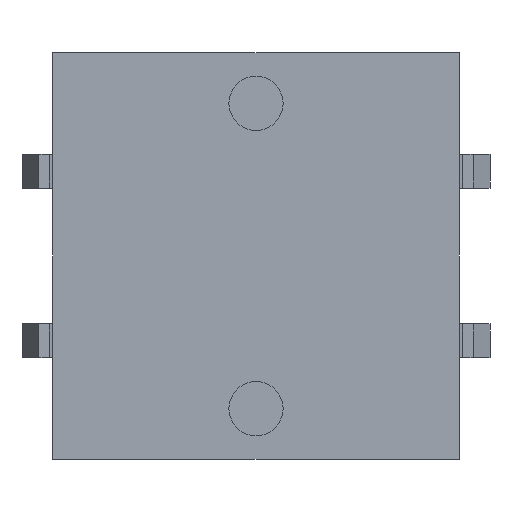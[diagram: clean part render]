
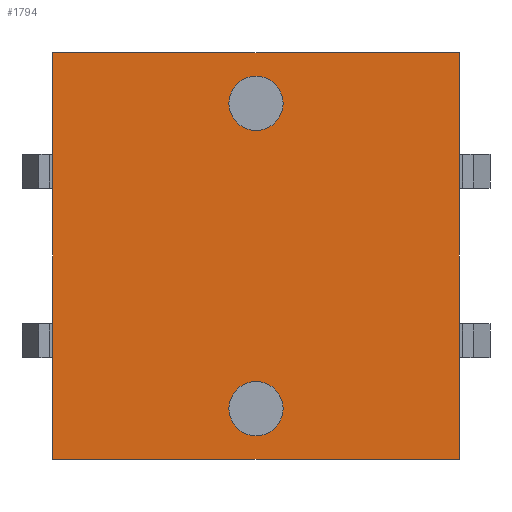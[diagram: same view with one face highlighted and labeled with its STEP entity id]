
A CAD part, front view. The second image highlights one B-rep face of the part: STEP entity #1794.
In plain terms, the highlighted planar face has unit normal (0, -1, 0).
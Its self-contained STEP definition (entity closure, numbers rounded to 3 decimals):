
#40=FACE_BOUND('',#313,.T.);
#41=FACE_BOUND('',#314,.T.);
#112=PLANE('',#1926);
#202=FACE_OUTER_BOUND('',#312,.T.);
#312=EDGE_LOOP('',(#1496,#1497,#1498,#1499));
#313=EDGE_LOOP('',(#1500));
#314=EDGE_LOOP('',(#1501));
#492=LINE('',#2772,#689);
#496=LINE('',#2778,#693);
#497=LINE('',#2781,#694);
#499=LINE('',#2784,#696);
#689=VECTOR('',#2299,1000.);
#693=VECTOR('',#2305,1000.);
#694=VECTOR('',#2308,1000.);
#696=VECTOR('',#2312,1000.);
#734=CIRCLE('',#1851,0.8);
#736=CIRCLE('',#1854,0.8);
#772=VERTEX_POINT('',#2470);
#774=VERTEX_POINT('',#2476);
#869=VERTEX_POINT('',#2770);
#870=VERTEX_POINT('',#2771);
#871=VERTEX_POINT('',#2776);
#872=VERTEX_POINT('',#2780);
#937=EDGE_CURVE('',#772,#772,#734,.T.);
#940=EDGE_CURVE('',#774,#774,#736,.T.);
#1080=EDGE_CURVE('',#869,#870,#492,.T.);
#1084=EDGE_CURVE('',#870,#871,#496,.T.);
#1085=EDGE_CURVE('',#871,#872,#497,.T.);
#1087=EDGE_CURVE('',#872,#869,#499,.T.);
#1496=ORIENTED_EDGE('',*,*,#1085,.F.);
#1497=ORIENTED_EDGE('',*,*,#1084,.F.);
#1498=ORIENTED_EDGE('',*,*,#1080,.F.);
#1499=ORIENTED_EDGE('',*,*,#1087,.F.);
#1500=ORIENTED_EDGE('',*,*,#937,.F.);
#1501=ORIENTED_EDGE('',*,*,#940,.F.);
#1794=ADVANCED_FACE('',(#202,#40,#41),#112,.F.);
#1851=AXIS2_PLACEMENT_3D('',#2472,#2025,#2026);
#1854=AXIS2_PLACEMENT_3D('',#2478,#2032,#2033);
#1926=AXIS2_PLACEMENT_3D('',#2785,#2313,#2314);
#2025=DIRECTION('center_axis',(0.,-1.,0.));
#2026=DIRECTION('ref_axis',(-1.,0.,0.));
#2032=DIRECTION('center_axis',(0.,-1.,0.));
#2033=DIRECTION('ref_axis',(-1.,0.,0.));
#2299=DIRECTION('',(0.,0.,1.));
#2305=DIRECTION('',(1.,0.,0.));
#2308=DIRECTION('',(0.,0.,-1.));
#2312=DIRECTION('',(-1.,0.,0.));
#2313=DIRECTION('center_axis',(0.,1.,0.));
#2314=DIRECTION('ref_axis',(1.,0.,0.));
#2470=CARTESIAN_POINT('',(0.8,0.,-4.5));
#2472=CARTESIAN_POINT('Origin',(0.,0.,
-4.5));
#2476=CARTESIAN_POINT('',(0.8,0.,4.5));
#2478=CARTESIAN_POINT('Origin',(0.,0.,
4.5));
#2770=CARTESIAN_POINT('',(-6.,0.,-6.));
#2771=CARTESIAN_POINT('',(-6.,0.,6.));
#2772=CARTESIAN_POINT('',(-6.,0.,6.));
#2776=CARTESIAN_POINT('',(6.,0.,6.));
#2778=CARTESIAN_POINT('',(-6.,0.,6.));
#2780=CARTESIAN_POINT('',(6.,0.,-6.));
#2781=CARTESIAN_POINT('',(6.,0.,6.));
#2784=CARTESIAN_POINT('',(-6.,0.,-6.));
#2785=CARTESIAN_POINT('Origin',(-6.,0.,6.));
